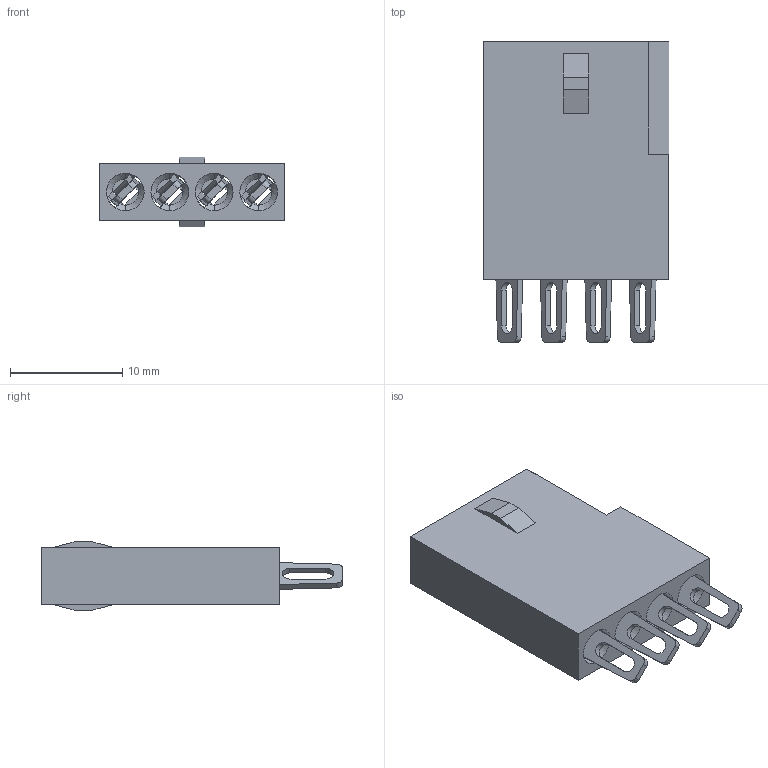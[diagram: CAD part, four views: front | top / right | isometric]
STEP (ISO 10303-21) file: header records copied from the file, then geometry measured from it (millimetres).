
FILE_DESCRIPTION (( 'STEP AP203' ), '1' );
FILE_NAME ('556-004-500-101.STEP', '2020-03-13T14:30:51', ( '' ), ( '' ), 'SwSTEP 2.0', 'SolidWorks 2016', '' );
FILE_SCHEMA (( 'CONFIG_CONTROL_DESIGN' ));
Length unit declared in the file: millimetre
Products named in the file (3): 556-004-500-101; 516-292-001_500 Contact; 556-210-001_556-004-000-101
Assembly tree (5 placements, depth 2):
  556-004-500-101
    556-210-001_556-004-000-101
    516-292-001_500 Contact  x4
Bounding box: 16.54 x 26.81 x 6.22 mm (x, y, z)
Volume: 1292.8 mm3; surface area: 2723.7 mm2
Topology: 5 solids, 5 shells, 428 faces, 1232 edges, 816 vertices
Faces by surface type: plane 264, cylinder 132, bspline 24, cone 8
Entity records: 7166 total; most frequent: CARTESIAN_POINT 1587, ORIENTED_EDGE 1144, DIRECTION 1020, EDGE_CURVE 572, VERTEX_POINT 378, VECTOR 364, LINE 364, AXIS2_PLACEMENT_3D 328
